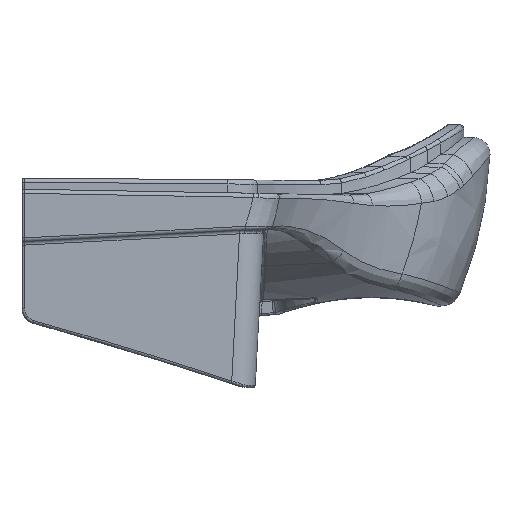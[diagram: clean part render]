
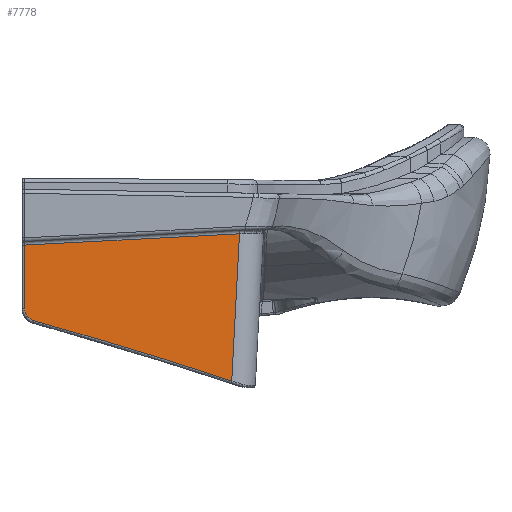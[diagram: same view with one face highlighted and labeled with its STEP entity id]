
A CAD part, left-side view. The second image highlights one B-rep face of the part: STEP entity #7778.
In plain terms, the highlighted planar face has unit normal (-0.999, -0.052, 0).
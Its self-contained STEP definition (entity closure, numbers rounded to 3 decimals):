
#83=PLANE('',#8359);
#314=LINE('',#23281,#589);
#315=LINE('',#23285,#590);
#379=LINE('',#28093,#654);
#589=VECTOR('',#9207,25.838);
#590=VECTOR('',#9212,7.617);
#654=VECTOR('',#9522,17.673);
#1233=FACE_OUTER_BOUND('',#1744,.T.);
#1744=EDGE_LOOP('',(#6226,#6227,#6228,#6229,#6230,#6231));
#2196=B_SPLINE_CURVE_WITH_KNOTS('',3,(#23315,#23316,#23317,#23318,#23319,
#23320,#23321,#23322,#23323,#23324),.UNSPECIFIED.,.F.,.F.,(4,3,3,4),(-1.,
-0.943,-0.476,0.),.UNSPECIFIED.);
#2197=B_SPLINE_CURVE_WITH_KNOTS('',3,(#23356,#23357,#23358,#23359,#23360,
#23361,#23362,#23363,#23364,#23365),.UNSPECIFIED.,.F.,.F.,(4,3,3,4),(0.,
0.074,0.537,1.),.UNSPECIFIED.);
#2681=CIRCLE('',#8356,541.672);
#3067=VERTEX_POINT('',#19757);
#3165=VERTEX_POINT('',#23279);
#3166=VERTEX_POINT('',#23283);
#3167=VERTEX_POINT('',#23314);
#3168=VERTEX_POINT('',#23354);
#3309=VERTEX_POINT('',#28025);
#4106=EDGE_CURVE('',#3165,#3067,#314,.T.);
#4108=EDGE_CURVE('',#3067,#3166,#315,.F.);
#4109=EDGE_CURVE('',#3166,#3167,#2196,.T.);
#4112=EDGE_CURVE('',#3167,#3168,#2197,.T.);
#4342=EDGE_CURVE('',#3168,#3309,#2681,.T.);
#4349=EDGE_CURVE('',#3165,#3309,#379,.T.);
#6226=ORIENTED_EDGE('',*,*,#4109,.T.);
#6227=ORIENTED_EDGE('',*,*,#4112,.T.);
#6228=ORIENTED_EDGE('',*,*,#4342,.T.);
#6229=ORIENTED_EDGE('',*,*,#4349,.F.);
#6230=ORIENTED_EDGE('',*,*,#4106,.T.);
#6231=ORIENTED_EDGE('',*,*,#4108,.T.);
#7778=ADVANCED_FACE('',(#1233),#83,.T.);
#8356=AXIS2_PLACEMENT_3D('',#28026,#9513,#9514);
#8359=AXIS2_PLACEMENT_3D('',#28092,#9520,#9521);
#9207=DIRECTION('',(-0.052,0.997,-0.052));
#9212=DIRECTION('',(0.,0.,1.));
#9513=DIRECTION('center_axis',(0.999,0.052,0.));
#9514=DIRECTION('ref_axis',(0.016,-0.313,0.95));
#9520=DIRECTION('center_axis',(-0.999,-0.052,0.));
#9521=DIRECTION('ref_axis',(0.052,-0.999,0.));
#9522=DIRECTION('',(-0.003,0.052,-0.999));
#19757=CARTESIAN_POINT('',(-36.944,-119.492,17.753));
#23279=CARTESIAN_POINT('',(-35.593,-145.259,19.103));
#23281=CARTESIAN_POINT('',(-35.593,-145.259,19.103));
#23283=CARTESIAN_POINT('',(-36.944,-119.492,10.136));
#23285=CARTESIAN_POINT('',(-36.944,-119.492,10.136));
#23314=CARTESIAN_POINT('',(-36.928,-119.797,9.229));
#23315=CARTESIAN_POINT('Ctrl Pts',(-36.944,-119.492,10.136));
#23316=CARTESIAN_POINT('Ctrl Pts',(-36.944,-119.492,
10.117));
#23317=CARTESIAN_POINT('Ctrl Pts',(-36.944,-119.492,
10.099));
#23318=CARTESIAN_POINT('Ctrl Pts',(-36.944,-119.493,
10.081));
#23319=CARTESIAN_POINT('Ctrl Pts',(-36.943,-119.498,
9.929));
#23320=CARTESIAN_POINT('Ctrl Pts',(-36.942,-119.527,
9.778));
#23321=CARTESIAN_POINT('Ctrl Pts',(-36.939,-119.578,
9.635));
#23322=CARTESIAN_POINT('Ctrl Pts',(-36.936,-119.629,
9.49));
#23323=CARTESIAN_POINT('Ctrl Pts',(-36.933,-119.703,
9.352));
#23324=CARTESIAN_POINT('Ctrl Pts',(-36.928,-119.797,9.229));
#23354=CARTESIAN_POINT('',(-36.886,-120.587,8.691));
#23356=CARTESIAN_POINT('Ctrl Pts',(-36.928,-119.797,
9.229));
#23357=CARTESIAN_POINT('Ctrl Pts',(-36.927,-119.811,9.21));
#23358=CARTESIAN_POINT('Ctrl Pts',(-36.926,-119.826,
9.191));
#23359=CARTESIAN_POINT('Ctrl Pts',(-36.925,-119.841,
9.173));
#23360=CARTESIAN_POINT('Ctrl Pts',(-36.92,-119.938,
9.058));
#23361=CARTESIAN_POINT('Ctrl Pts',(-36.914,-120.052,
8.957));
#23362=CARTESIAN_POINT('Ctrl Pts',(-36.908,-120.178,
8.875));
#23363=CARTESIAN_POINT('Ctrl Pts',(-36.901,-120.304,
8.794));
#23364=CARTESIAN_POINT('Ctrl Pts',(-36.894,-120.443,
8.732));
#23365=CARTESIAN_POINT('Ctrl Pts',(-36.886,-120.587,
8.691));
#28025=CARTESIAN_POINT('',(-35.642,-144.334,1.454));
#28026=CARTESIAN_POINT('Origin',(-44.516,24.998,-512.994));
#28092=CARTESIAN_POINT('Origin',(-36.96,-119.176,19.669));
#28093=CARTESIAN_POINT('',(-35.593,-145.259,19.103));
